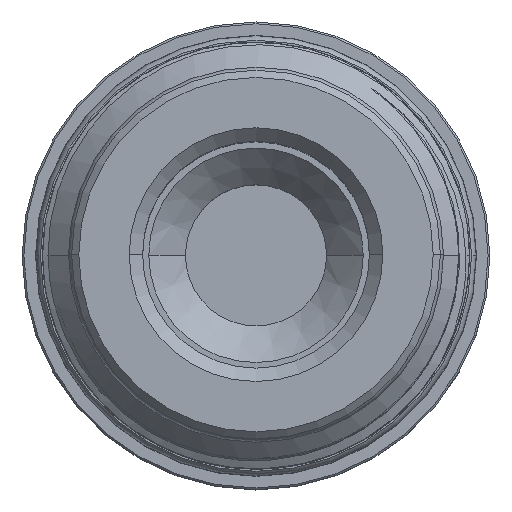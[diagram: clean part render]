
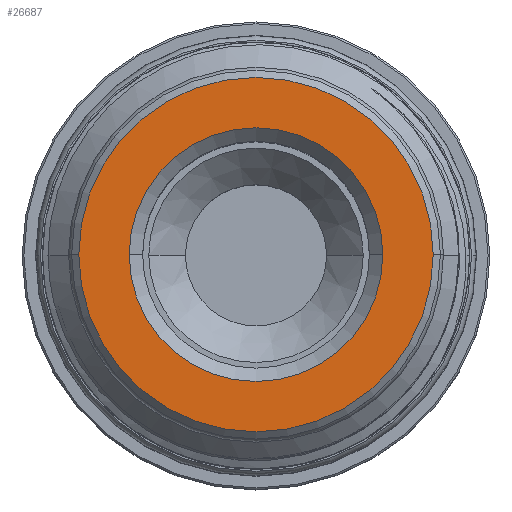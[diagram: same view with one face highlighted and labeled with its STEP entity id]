
A CAD part, top view. The second image highlights one B-rep face of the part: STEP entity #26687.
In plain terms, the highlighted planar face has unit normal (0, 0, 1).
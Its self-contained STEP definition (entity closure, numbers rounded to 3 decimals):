
#238 = CARTESIAN_POINT ( 'NONE',  ( -19.84, 0., 95.7 ) ) ;
#569 = AXIS2_PLACEMENT_3D ( 'NONE', #32913, #22602, #4440 ) ;
#758 = EDGE_CURVE ( 'NONE', #3590, #2349, #28755, .T. ) ;
#2326 = DIRECTION ( 'NONE',  ( 0., 0., -1. ) ) ;
#2349 = VERTEX_POINT ( 'NONE', #13838 ) ;
#2729 = DIRECTION ( 'NONE',  ( 0., 0., 1. ) ) ;
#3590 = VERTEX_POINT ( 'NONE', #238 ) ;
#4440 = DIRECTION ( 'NONE',  ( 1., 0., 0. ) ) ;
#6011 = ORIENTED_EDGE ( 'NONE', *, *, #16224, .T. ) ;
#7087 = CIRCLE ( 'NONE', #19406, 14.2 ) ;
#8029 = DIRECTION ( 'NONE',  ( 1., 0., 0. ) ) ;
#8668 = CARTESIAN_POINT ( 'NONE',  ( 0., 0., 95.7 ) ) ;
#9276 = FACE_OUTER_BOUND ( 'NONE', #9350, .T. ) ;
#9350 = EDGE_LOOP ( 'NONE', ( #22756, #31179 ) ) ;
#9711 = VERTEX_POINT ( 'NONE', #33822 ) ;
#10934 = EDGE_LOOP ( 'NONE', ( #20665, #6011 ) ) ;
#11405 = DIRECTION ( 'NONE',  ( 0., 0., -1. ) ) ;
#13838 = CARTESIAN_POINT ( 'NONE',  ( 19.84, 0., 95.7 ) ) ;
#15164 = CARTESIAN_POINT ( 'NONE',  ( -14.2, 0., 95.7 ) ) ;
#16224 = EDGE_CURVE ( 'NONE', #29615, #9711, #22319, .T. ) ;
#17175 = AXIS2_PLACEMENT_3D ( 'NONE', #8668, #11405, #26938 ) ;
#19406 = AXIS2_PLACEMENT_3D ( 'NONE', #30708, #2326, #22815 ) ;
#20665 = ORIENTED_EDGE ( 'NONE', *, *, #32242, .T. ) ;
#20669 = FACE_BOUND ( 'NONE', #10934, .T. ) ;
#22319 = CIRCLE ( 'NONE', #17175, 14.2 ) ;
#22602 = DIRECTION ( 'NONE',  ( 0., 0., 1. ) ) ;
#22756 = ORIENTED_EDGE ( 'NONE', *, *, #758, .T. ) ;
#22815 = DIRECTION ( 'NONE',  ( 1., 0., 0. ) ) ;
#23679 = CARTESIAN_POINT ( 'NONE',  ( 0., 0., 95.7 ) ) ;
#24141 = DIRECTION ( 'NONE',  ( 0., 0., 1. ) ) ;
#26159 = AXIS2_PLACEMENT_3D ( 'NONE', #23679, #24141, #8029 ) ;
#26687 = ADVANCED_FACE ( 'NONE', ( #9276, #20669 ), #31332, .T. ) ;
#26938 = DIRECTION ( 'NONE',  ( 1., 0., 0. ) ) ;
#28705 = DIRECTION ( 'NONE',  ( 1., 0., 0. ) ) ;
#28755 = CIRCLE ( 'NONE', #569, 19.84 ) ;
#28817 = CARTESIAN_POINT ( 'NONE',  ( 20.64, 0., 95.7 ) ) ;
#28938 = AXIS2_PLACEMENT_3D ( 'NONE', #28817, #2729, #28705 ) ;
#29615 = VERTEX_POINT ( 'NONE', #15164 ) ;
#30708 = CARTESIAN_POINT ( 'NONE',  ( 0., 0., 95.7 ) ) ;
#31179 = ORIENTED_EDGE ( 'NONE', *, *, #31185, .T. ) ;
#31185 = EDGE_CURVE ( 'NONE', #2349, #3590, #31219, .T. ) ;
#31219 = CIRCLE ( 'NONE', #26159, 19.84 ) ;
#31332 = PLANE ( 'NONE',  #28938 ) ;
#32242 = EDGE_CURVE ( 'NONE', #9711, #29615, #7087, .T. ) ;
#32913 = CARTESIAN_POINT ( 'NONE',  ( 0., 0., 95.7 ) ) ;
#33822 = CARTESIAN_POINT ( 'NONE',  ( 14.2, 0., 95.7 ) ) ;
